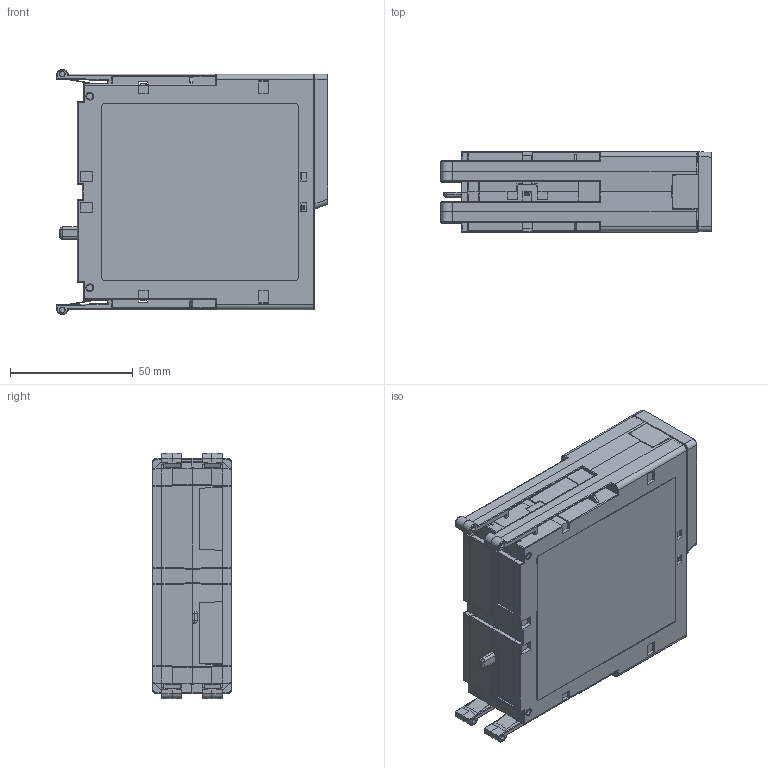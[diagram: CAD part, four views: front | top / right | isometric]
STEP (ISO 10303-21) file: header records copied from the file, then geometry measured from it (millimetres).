
FILE_DESCRIPTION((''),'2;1');
FILE_NAME('DM_CAD-2160_SW0001','2015-08-13T',('Creinig-se'),(''),'PRO/ENGINEER BY PARAMETRIC TECHNOLOGY CORPORATION, 2013050','PRO/ENGINEER BY PARAMETRIC TECHNOLOGY CORPORATION, 2013050','');
FILE_SCHEMA(('CONFIG_CONTROL_DESIGN'));
Length unit declared in the file: millimetre
Products named in the file (1): DM_CAD-2160_SW0001
Bounding box: 110.5 x 32.5 x 100 mm (x, y, z)
Volume: 292700.1 mm3; surface area: 41822.2 mm2
Topology: 1 solids, 1 shells, 983 faces, 2711 edges, 1730 vertices
Faces by surface type: plane 709, cylinder 199, cone 34, torus 16, sphere 14, bspline 7, extrusion 4
Entity records: 39315 total; most frequent: CARTESIAN_POINT 8033, ORIENTED_EDGE 5422, DIRECTION 4533, EDGE_CURVE 2711, VECTOR 2221, LINE 2217, VERTEX_POINT 1730, AXIS2_PLACEMENT_3D 1156
